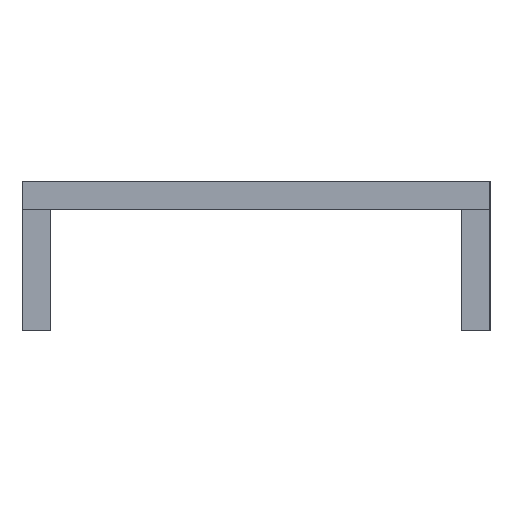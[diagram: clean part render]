
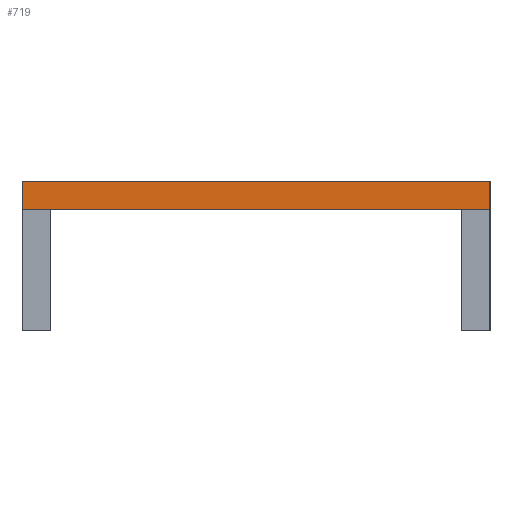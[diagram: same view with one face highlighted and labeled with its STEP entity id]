
A CAD part, left-side view. The second image highlights one B-rep face of the part: STEP entity #719.
In plain terms, the highlighted planar face has unit normal (-1, 0, 0).
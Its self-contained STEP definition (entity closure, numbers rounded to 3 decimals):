
#92 = VERTEX_POINT ( 'NONE', #857 ) ;
#115 = VERTEX_POINT ( 'NONE', #964 ) ;
#123 = DIRECTION ( 'NONE',  ( 0., 0., 1. ) ) ;
#131 = CARTESIAN_POINT ( 'NONE',  ( -194., 12.5, -8. ) ) ;
#168 = VECTOR ( 'NONE', #893, 1000. ) ;
#229 = EDGE_LOOP ( 'NONE', ( #1136, #1104, #1045, #1022 ) ) ;
#388 = LINE ( 'NONE', #948, #168 ) ;
#426 = DIRECTION ( 'NONE',  ( 0., 0., 1. ) ) ;
#433 = AXIS2_PLACEMENT_3D ( 'NONE', #449, #443, #426 ) ;
#443 = DIRECTION ( 'NONE',  ( -1., 0., 0. ) ) ;
#449 = CARTESIAN_POINT ( 'NONE',  ( -194., 0., 0. ) ) ;
#463 = PLANE ( 'NONE',  #433 ) ;
#719 = ADVANCED_FACE ( 'NONE', ( #1013 ), #463, .T. ) ;
#755 = VECTOR ( 'NONE', #989, 1000. ) ;
#775 = VERTEX_POINT ( 'NONE', #1250 ) ;
#778 = LINE ( 'NONE', #982, #755 ) ;
#857 = CARTESIAN_POINT ( 'NONE',  ( -194., -12.5, -1.5 ) ) ;
#890 = VECTOR ( 'NONE', #1724, 1000. ) ;
#893 = DIRECTION ( 'NONE',  ( 0., 0., -1. ) ) ;
#895 = EDGE_CURVE ( 'NONE', #775, #115, #1553, .T. ) ;
#948 = CARTESIAN_POINT ( 'NONE',  ( -194., -12.5, 0. ) ) ;
#953 = LINE ( 'NONE', #1721, #890 ) ;
#964 = CARTESIAN_POINT ( 'NONE',  ( -194., 12.5, 0. ) ) ;
#982 = CARTESIAN_POINT ( 'NONE',  ( -194., 12.5, -1.5 ) ) ;
#989 = DIRECTION ( 'NONE',  ( 0., -1., 0. ) ) ;
#996 = VERTEX_POINT ( 'NONE', #1147 ) ;
#1006 = EDGE_CURVE ( 'NONE', #775, #92, #778, .T. ) ;
#1013 = FACE_OUTER_BOUND ( 'NONE', #229, .T. ) ;
#1022 = ORIENTED_EDGE ( 'NONE', *, *, #895, .F. ) ;
#1045 = ORIENTED_EDGE ( 'NONE', *, *, #1123, .F. ) ;
#1104 = ORIENTED_EDGE ( 'NONE', *, *, #1370, .F. ) ;
#1123 = EDGE_CURVE ( 'NONE', #115, #996, #953, .T. ) ;
#1136 = ORIENTED_EDGE ( 'NONE', *, *, #1006, .T. ) ;
#1147 = CARTESIAN_POINT ( 'NONE',  ( -194., -12.5, 0. ) ) ;
#1250 = CARTESIAN_POINT ( 'NONE',  ( -194., 12.5, -1.5 ) ) ;
#1370 = EDGE_CURVE ( 'NONE', #996, #92, #388, .T. ) ;
#1553 = LINE ( 'NONE', #131, #1567 ) ;
#1567 = VECTOR ( 'NONE', #123, 1000. ) ;
#1721 = CARTESIAN_POINT ( 'NONE',  ( -194., 12.5, 0. ) ) ;
#1724 = DIRECTION ( 'NONE',  ( 0., -1., 0. ) ) ;
